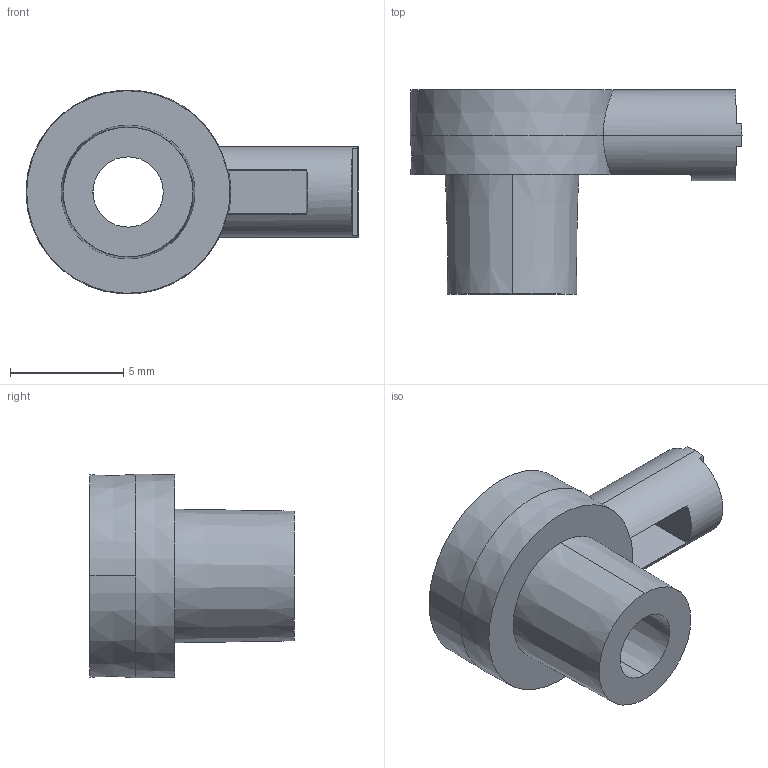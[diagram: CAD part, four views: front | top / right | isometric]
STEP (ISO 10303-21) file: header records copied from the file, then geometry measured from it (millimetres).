
FILE_DESCRIPTION (( 'STEP AP203' ), '1' );
FILE_NAME ('1962-E.STEP', '2016-09-28T18:18:30', ( '' ), ( '' ), 'SwSTEP 2.0', 'SolidWorks 2015', '' );
FILE_SCHEMA (( 'CONFIG_CONTROL_DESIGN' ));
Length unit declared in the file: millimetre
Products named in the file (1): 1962-E
Bounding box: 14.64 x 9 x 8.98 mm (x, y, z)
Volume: 305.5 mm3; surface area: 521.5 mm2
Topology: 1 solids, 1 shells, 35 faces, 86 edges, 55 vertices
Faces by surface type: plane 23, cone 10, cylinder 2
Entity records: 1142 total; most frequent: CARTESIAN_POINT 248, ORIENTED_EDGE 172, DIRECTION 164, EDGE_CURVE 86, AXIS2_PLACEMENT_3D 55, VERTEX_POINT 55, VECTOR 54, LINE 54
